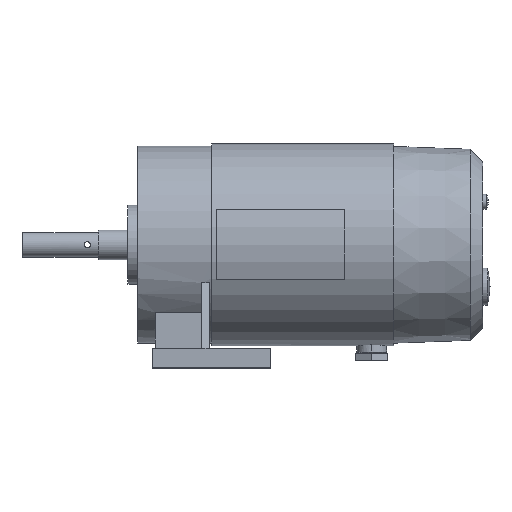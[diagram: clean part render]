
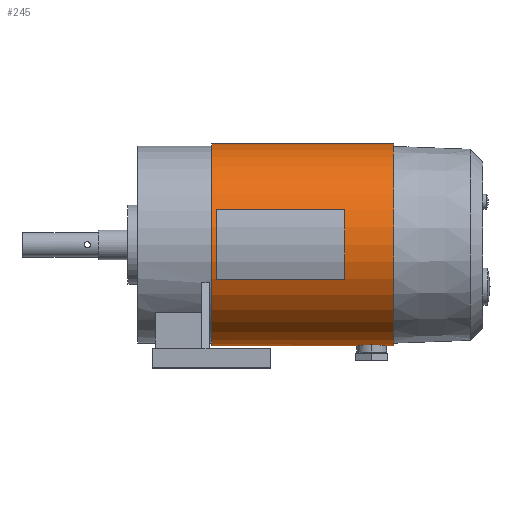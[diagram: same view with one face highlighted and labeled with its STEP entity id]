
A CAD part, top view. The second image highlights one B-rep face of the part: STEP entity #245.
In plain terms, the highlighted cylindrical face has radius 41 mm (diameter 82 mm), a partial arc.
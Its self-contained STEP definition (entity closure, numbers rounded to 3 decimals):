
#245 = ADVANCED_FACE( '', ( #612, #613 ), #614, .T. );
#612 = FACE_OUTER_BOUND( '', #1007, .T. );
#613 = FACE_BOUND( '', #1008, .T. );
#614 = CYLINDRICAL_SURFACE( '', #1009, 41. );
#1007 = EDGE_LOOP( '', ( #2320, #2321, #2322, #2323, #2324, #2325, #2326 ) );
#1008 = EDGE_LOOP( '', ( #2327, #2328, #2329, #2330 ) );
#1009 = AXIS2_PLACEMENT_3D( '', #2331, #2332, #2333 );
#2320 = ORIENTED_EDGE( '', *, *, #2442, .T. );
#2321 = ORIENTED_EDGE( '', *, *, #2836, .F. );
#2322 = ORIENTED_EDGE( '', *, *, #2447, .T. );
#2323 = ORIENTED_EDGE( '', *, *, #2490, .T. );
#2324 = ORIENTED_EDGE( '', *, *, #2814, .T. );
#2325 = ORIENTED_EDGE( '', *, *, #2444, .T. );
#2326 = ORIENTED_EDGE( '', *, *, #2835, .T. );
#2327 = ORIENTED_EDGE( '', *, *, #2788, .T. );
#2328 = ORIENTED_EDGE( '', *, *, #2784, .T. );
#2329 = ORIENTED_EDGE( '', *, *, #2791, .T. );
#2330 = ORIENTED_EDGE( '', *, *, #2795, .T. );
#2331 = CARTESIAN_POINT( '', ( 67., 0., 0. ) );
#2332 = DIRECTION( '', ( 1., 0., 0. ) );
#2333 = DIRECTION( '', ( 0., 1., 0. ) );
#2442 = EDGE_CURVE( '', #2876, #2877, #2878, .T. );
#2444 = EDGE_CURVE( '', #2881, #2879, #2882, .T. );
#2447 = EDGE_CURVE( '', #2887, #2885, #2888, .T. );
#2490 = EDGE_CURVE( '', #2885, #2964, #2966, .T. );
#2784 = EDGE_CURVE( '', #3442, #3443, #3444, .T. );
#2788 = EDGE_CURVE( '', #3450, #3442, #3451, .T. );
#2791 = EDGE_CURVE( '', #3443, #3455, #3456, .T. );
#2795 = EDGE_CURVE( '', #3455, #3450, #3461, .T. );
#2814 = EDGE_CURVE( '', #2964, #2881, #3492, .T. );
#2835 = EDGE_CURVE( '', #2879, #2876, #3515, .T. );
#2836 = EDGE_CURVE( '', #2887, #2877, #3516, .T. );
#2876 = VERTEX_POINT( '', #3564 );
#2877 = VERTEX_POINT( '', #3565 );
#2878 = LINE( '', #3566, #3567 );
#2879 = VERTEX_POINT( '', #3568 );
#2881 = VERTEX_POINT( '', #3570 );
#2882 = LINE( '', #3571, #3572 );
#2885 = VERTEX_POINT( '', #3592 );
#2887 = VERTEX_POINT( '', #3611 );
#2888 = LINE( '', #3612, #3613 );
#2964 = VERTEX_POINT( '', #3811 );
#2966 = B_SPLINE_CURVE_WITH_KNOTS( '', 3, ( #3814, #3815, #3816, #3817, #3818, #3819, #3820, #3821, #3822, #3823, #3824, #3825, #3826, #3827, #3828, #3829, #3830, #3831 ), .UNSPECIFIED., .F., .F., ( 4, 2, 2, 2, 2, 2, 2, 2, 4 ), ( 9.054, 10.186, 11.318, 12.45, 13.582, 14.713, 15.845, 16.977, 18.109 ), .UNSPECIFIED. );
#3442 = VERTEX_POINT( '', #4486 );
#3443 = VERTEX_POINT( '', #4487 );
#3444 = CIRCLE( '', #4488, 41. );
#3450 = VERTEX_POINT( '', #4496 );
#3451 = LINE( '', #4497, #4498 );
#3455 = VERTEX_POINT( '', #4504 );
#3456 = LINE( '', #4505, #4506 );
#3461 = CIRCLE( '', #4513, 41. );
#3492 = B_SPLINE_CURVE_WITH_KNOTS( '', 3, ( #4562, #4563, #4564, #4565, #4566, #4567, #4568, #4569, #4570, #4571, #4572, #4573, #4574, #4575, #4576, #4577, #4578, #4579 ), .UNSPECIFIED., .F., .F., ( 4, 2, 2, 2, 2, 2, 2, 2, 4 ), ( 18.109, 19.241, 20.373, 21.504, 22.636, 23.768, 24.9, 26.032, 27.163 ), .UNSPECIFIED. );
#3515 = CIRCLE( '', #4638, 41. );
#3516 = CIRCLE( '', #4639, 41. );
#3564 = CARTESIAN_POINT( '', ( 104., 41., 0. ) );
#3565 = CARTESIAN_POINT( '', ( 30., 41., 0. ) );
#3566 = CARTESIAN_POINT( '', ( 67., 41., 0. ) );
#3567 = VECTOR( '', #4679, 1. );
#3568 = CARTESIAN_POINT( '', ( 104., -41., 0. ) );
#3570 = CARTESIAN_POINT( '', ( 101., -41., 0. ) );
#3571 = CARTESIAN_POINT( '', ( 67., -41., 0. ) );
#3572 = VECTOR( '', #4683, 1. );
#3592 = CARTESIAN_POINT( '', ( 89., -41., 0. ) );
#3611 = CARTESIAN_POINT( '', ( 30., -41., 0. ) );
#3612 = CARTESIAN_POINT( '', ( 67., -41., 0. ) );
#3613 = VECTOR( '', #4684, 1. );
#3811 = CARTESIAN_POINT( '', ( 95., -40.559, 6. ) );
#3814 = CARTESIAN_POINT( '', ( 89., -41., 0. ) );
#3815 = CARTESIAN_POINT( '', ( 89., -41., 0.377 ) );
#3816 = CARTESIAN_POINT( '', ( 89.036, -40.995, 0.767 ) );
#3817 = CARTESIAN_POINT( '', ( 89.188, -40.973, 1.543 ) );
#3818 = CARTESIAN_POINT( '', ( 89.304, -40.956, 1.928 ) );
#3819 = CARTESIAN_POINT( '', ( 89.611, -40.915, 2.667 ) );
#3820 = CARTESIAN_POINT( '', ( 89.801, -40.89, 3.021 ) );
#3821 = CARTESIAN_POINT( '', ( 90.242, -40.836, 3.676 ) );
#3822 = CARTESIAN_POINT( '', ( 90.491, -40.808, 3.977 ) );
#3823 = CARTESIAN_POINT( '', ( 91.023, -40.752, 4.509 ) );
#3824 = CARTESIAN_POINT( '', ( 91.324, -40.724, 4.758 ) );
#3825 = CARTESIAN_POINT( '', ( 91.979, -40.67, 5.199 ) );
#3826 = CARTESIAN_POINT( '', ( 92.333, -40.645, 5.389 ) );
#3827 = CARTESIAN_POINT( '', ( 93.072, -40.603, 5.696 ) );
#3828 = CARTESIAN_POINT( '', ( 93.457, -40.586, 5.812 ) );
#3829 = CARTESIAN_POINT( '', ( 94.233, -40.564, 5.964 ) );
#3830 = CARTESIAN_POINT( '', ( 94.623, -40.559, 6. ) );
#3831 = CARTESIAN_POINT( '', ( 95., -40.559, 6. ) );
#4486 = CARTESIAN_POINT( '', ( 32., -14.023, 38.527 ) );
#4487 = CARTESIAN_POINT( '', ( 32., 14.023, 38.527 ) );
#4488 = AXIS2_PLACEMENT_3D( '', #5276, #5277, #5278 );
#4496 = CARTESIAN_POINT( '', ( 84., -14.023, 38.527 ) );
#4497 = CARTESIAN_POINT( '', ( 58., -14.023, 38.527 ) );
#4498 = VECTOR( '', #5284, 1. );
#4504 = CARTESIAN_POINT( '', ( 84., 14.023, 38.527 ) );
#4505 = CARTESIAN_POINT( '', ( 58., 14.023, 38.527 ) );
#4506 = VECTOR( '', #5287, 1. );
#4513 = AXIS2_PLACEMENT_3D( '', #5293, #5294, #5295 );
#4562 = CARTESIAN_POINT( '', ( 95., -40.559, 6. ) );
#4563 = CARTESIAN_POINT( '', ( 95.377, -40.559, 6. ) );
#4564 = CARTESIAN_POINT( '', ( 95.767, -40.564, 5.964 ) );
#4565 = CARTESIAN_POINT( '', ( 96.543, -40.586, 5.812 ) );
#4566 = CARTESIAN_POINT( '', ( 96.928, -40.603, 5.696 ) );
#4567 = CARTESIAN_POINT( '', ( 97.667, -40.645, 5.389 ) );
#4568 = CARTESIAN_POINT( '', ( 98.021, -40.67, 5.199 ) );
#4569 = CARTESIAN_POINT( '', ( 98.676, -40.724, 4.758 ) );
#4570 = CARTESIAN_POINT( '', ( 98.977, -40.752, 4.509 ) );
#4571 = CARTESIAN_POINT( '', ( 99.509, -40.808, 3.977 ) );
#4572 = CARTESIAN_POINT( '', ( 99.758, -40.836, 3.676 ) );
#4573 = CARTESIAN_POINT( '', ( 100.199, -40.89, 3.021 ) );
#4574 = CARTESIAN_POINT( '', ( 100.389, -40.915, 2.667 ) );
#4575 = CARTESIAN_POINT( '', ( 100.696, -40.956, 1.928 ) );
#4576 = CARTESIAN_POINT( '', ( 100.812, -40.973, 1.543 ) );
#4577 = CARTESIAN_POINT( '', ( 100.964, -40.995, 0.767 ) );
#4578 = CARTESIAN_POINT( '', ( 101., -41., 0.377 ) );
#4579 = CARTESIAN_POINT( '', ( 101., -41., 0. ) );
#4638 = AXIS2_PLACEMENT_3D( '', #5364, #5365, #5366 );
#4639 = AXIS2_PLACEMENT_3D( '', #5367, #5368, #5369 );
#4679 = DIRECTION( '', ( -1., 0., 0. ) );
#4683 = DIRECTION( '', ( 1., 0., 0. ) );
#4684 = DIRECTION( '', ( 1., 0., 0. ) );
#5276 = CARTESIAN_POINT( '', ( 32., 0., 0. ) );
#5277 = DIRECTION( '', ( -1., 0., 0. ) );
#5278 = DIRECTION( '', ( 0., 1., 0. ) );
#5284 = DIRECTION( '', ( -1., 0., 0. ) );
#5287 = DIRECTION( '', ( 1., 0., 0. ) );
#5293 = CARTESIAN_POINT( '', ( 84., 0., 0. ) );
#5294 = DIRECTION( '', ( 1., 0., 0. ) );
#5295 = DIRECTION( '', ( 0., 1., 0. ) );
#5364 = CARTESIAN_POINT( '', ( 104., 0., 0. ) );
#5365 = DIRECTION( '', ( -1., 0., 0. ) );
#5366 = DIRECTION( '', ( 0., 1., 0. ) );
#5367 = CARTESIAN_POINT( '', ( 30., 0., 0. ) );
#5368 = DIRECTION( '', ( -1., 0., 0. ) );
#5369 = DIRECTION( '', ( 0., 1., 0. ) );
